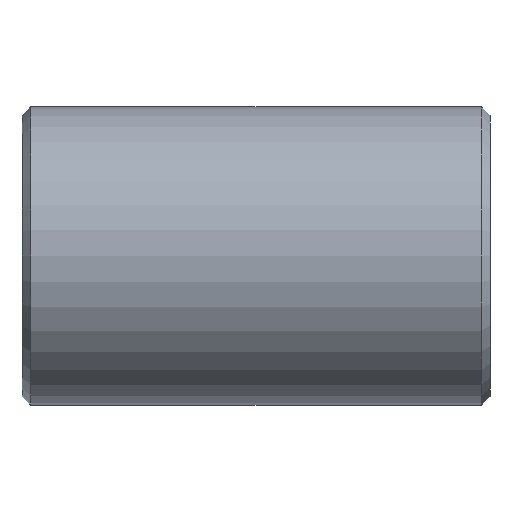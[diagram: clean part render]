
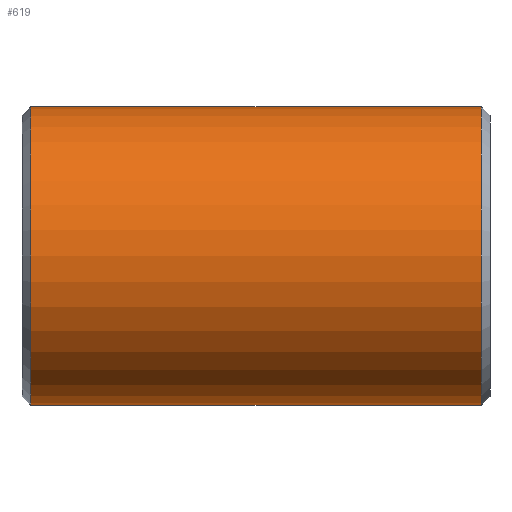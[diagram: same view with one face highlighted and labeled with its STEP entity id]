
A CAD part, front view. The second image highlights one B-rep face of the part: STEP entity #619.
In plain terms, the highlighted cylindrical face has radius 161.925 mm (diameter 323.85 mm), a partial arc.
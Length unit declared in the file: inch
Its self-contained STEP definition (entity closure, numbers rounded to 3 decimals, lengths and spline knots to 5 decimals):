
#6 = DIRECTION ( 'NONE',  ( -1., 0., 0. ) ) ;
#10 = FACE_OUTER_BOUND ( 'NONE', #165, .T. ) ;
#63 = DIRECTION ( 'NONE',  ( 0., 0., -1. ) ) ;
#78 = DIRECTION ( 'NONE',  ( 0., 0., 1. ) ) ;
#85 = CYLINDRICAL_SURFACE ( 'NONE', #101, 6.375 ) ;
#101 = AXIS2_PLACEMENT_3D ( 'NONE', #590, #384, #665 ) ;
#105 = EDGE_CURVE ( 'NONE', #295, #868, #371, .T. ) ;
#144 = CIRCLE ( 'NONE', #698, 6.375 ) ;
#155 = CARTESIAN_POINT ( 'NONE',  ( -9.625, 0., 0. ) ) ;
#165 = EDGE_LOOP ( 'NONE', ( #307, #461, #603, #378 ) ) ;
#211 = VECTOR ( 'NONE', #523, 39.37008 ) ;
#217 = CARTESIAN_POINT ( 'NONE',  ( 10., 0., -6.375 ) ) ;
#236 = CARTESIAN_POINT ( 'NONE',  ( 9.625, 0., 0. ) ) ;
#252 = EDGE_CURVE ( 'NONE', #295, #391, #420, .T. ) ;
#295 = VERTEX_POINT ( 'NONE', #361 ) ;
#307 = ORIENTED_EDGE ( 'NONE', *, *, #105, .F. ) ;
#345 = CARTESIAN_POINT ( 'NONE',  ( -9.625, 0., 6.375 ) ) ;
#361 = CARTESIAN_POINT ( 'NONE',  ( 9.625, 0., -6.375 ) ) ;
#370 = DIRECTION ( 'NONE',  ( 1., 0., 0. ) ) ;
#371 = LINE ( 'NONE', #217, #426 ) ;
#378 = ORIENTED_EDGE ( 'NONE', *, *, #659, .T. ) ;
#384 = DIRECTION ( 'NONE',  ( -1., 0., 0. ) ) ;
#391 = VERTEX_POINT ( 'NONE', #471 ) ;
#420 = CIRCLE ( 'NONE', #632, 6.375 ) ;
#426 = VECTOR ( 'NONE', #6, 39.37008 ) ;
#435 = CARTESIAN_POINT ( 'NONE',  ( 10., 0., 6.375 ) ) ;
#461 = ORIENTED_EDGE ( 'NONE', *, *, #252, .T. ) ;
#471 = CARTESIAN_POINT ( 'NONE',  ( 9.625, 0., 6.375 ) ) ;
#516 = CARTESIAN_POINT ( 'NONE',  ( -9.625, 0., -6.375 ) ) ;
#523 = DIRECTION ( 'NONE',  ( -1., 0., 0. ) ) ;
#590 = CARTESIAN_POINT ( 'NONE',  ( 10., 0., 0. ) ) ;
#603 = ORIENTED_EDGE ( 'NONE', *, *, #609, .T. ) ;
#609 = EDGE_CURVE ( 'NONE', #391, #769, #733, .T. ) ;
#619 = ADVANCED_FACE ( 'NONE', ( #10 ), #85, .T. ) ;
#632 = AXIS2_PLACEMENT_3D ( 'NONE', #236, #707, #63 ) ;
#659 = EDGE_CURVE ( 'NONE', #769, #868, #144, .T. ) ;
#665 = DIRECTION ( 'NONE',  ( 0., 0., 1. ) ) ;
#698 = AXIS2_PLACEMENT_3D ( 'NONE', #155, #370, #78 ) ;
#707 = DIRECTION ( 'NONE',  ( -1., 0., 0. ) ) ;
#733 = LINE ( 'NONE', #435, #211 ) ;
#769 = VERTEX_POINT ( 'NONE', #345 ) ;
#868 = VERTEX_POINT ( 'NONE', #516 ) ;
